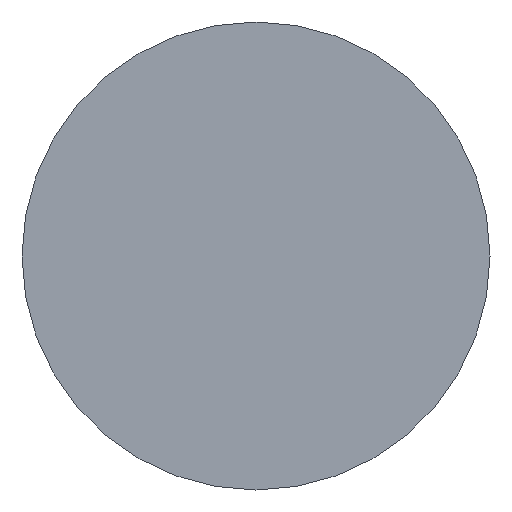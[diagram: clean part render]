
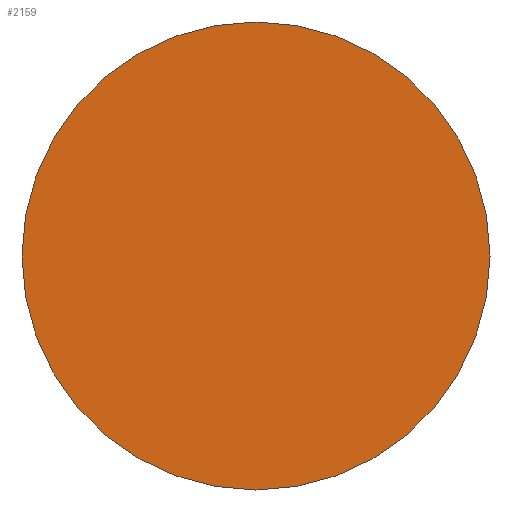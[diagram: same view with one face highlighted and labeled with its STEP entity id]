
A CAD part, front view. The second image highlights one B-rep face of the part: STEP entity #2159.
In plain terms, the highlighted planar face has unit normal (0, -1, 0).
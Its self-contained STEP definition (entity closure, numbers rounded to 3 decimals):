
#207=PLANE('',#2377);
#295=FACE_OUTER_BOUND('',#451,.T.);
#451=EDGE_LOOP('',(#1552));
#738=CIRCLE('',#2375,16.5);
#919=VERTEX_POINT('',#3543);
#1148=EDGE_CURVE('',#919,#919,#738,.T.);
#1552=ORIENTED_EDGE('',*,*,#1148,.T.);
#2159=ADVANCED_FACE('',(#295),#207,.T.);
#2375=AXIS2_PLACEMENT_3D('',#3544,#2788,#2789);
#2377=AXIS2_PLACEMENT_3D('',#3546,#2792,#2793);
#2788=DIRECTION('center_axis',(0.,-1.,0.));
#2789=DIRECTION('ref_axis',(1.,0.,0.));
#2792=DIRECTION('center_axis',(0.,-1.,0.));
#2793=DIRECTION('ref_axis',(0.,0.,-1.));
#3543=CARTESIAN_POINT('',(0.,0.,16.5));
#3544=CARTESIAN_POINT('Origin',(0.,0.,
0.));
#3546=CARTESIAN_POINT('Origin',(16.2,0.,0.));
